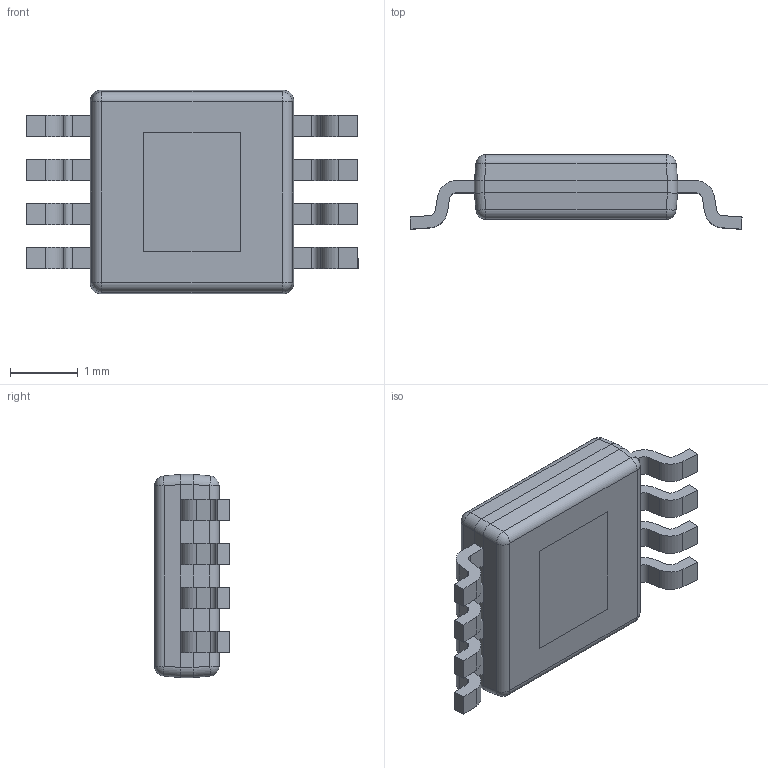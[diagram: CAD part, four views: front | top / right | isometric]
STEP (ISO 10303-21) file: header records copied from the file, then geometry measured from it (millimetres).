
FILE_DESCRIPTION (( 'STEP AP214' ), '1' );
FILE_NAME ('DGN8D.STEP', '2020-08-29T17:45:17', ( '' ), ( '' ), 'SwSTEP 2.0', 'SolidWorks 2017', '' );
FILE_SCHEMA (( 'AUTOMOTIVE_DESIGN' ));
Length unit declared in the file: millimetre
Products named in the file (1): DGN8D
Bounding box: 4.9 x 1.1 x 3 mm (x, y, z)
Volume: 8.9 mm3; surface area: 44.6 mm2
Topology: 11 solids, 11 shells, 172 faces, 428 edges, 272 vertices
Faces by surface type: plane 108, cylinder 56, sphere 8
Entity records: 5132 total; most frequent: CARTESIAN_POINT 937, ORIENTED_EDGE 840, DIRECTION 838, EDGE_CURVE 420, LINE 300, VECTOR 300, VERTEX_POINT 272, AXIS2_PLACEMENT_3D 269
